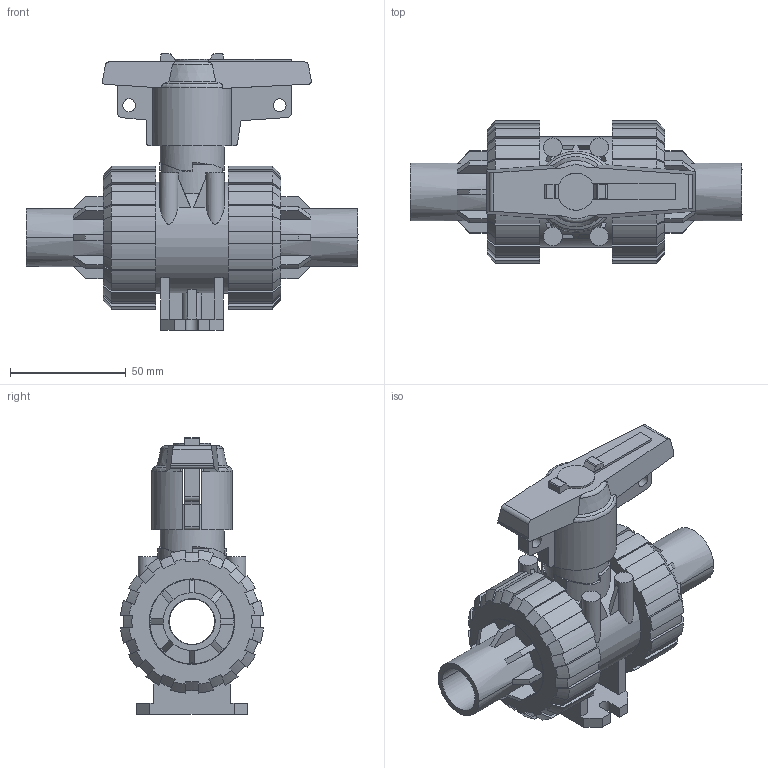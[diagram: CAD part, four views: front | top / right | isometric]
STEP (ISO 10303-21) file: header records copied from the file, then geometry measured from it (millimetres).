
FILE_DESCRIPTION((''),'2;1');
FILE_NAME('PV10053B025.stp','2022-02-14T16:23:04',('RL'),(''),'Autodesk Inventor 2012','Autodesk Inventor 2012','');
FILE_SCHEMA(('AUTOMOTIVE_DESIGN { 1 0 10303 214 1 1 1 1 }'));
Length unit declared in the file: millimetre
Products named in the file (1): PV10053B025
Bounding box: 143.5 x 61.76 x 119.43 mm (x, y, z)
Volume: 245143.4 mm3; surface area: 82071.6 mm2
Topology: 6 solids, 6 shells, 491 faces, 1416 edges, 946 vertices
Faces by surface type: plane 254, cylinder 121, cone 92, bspline 16, torus 8
Full cylindrical faces by diameter (mm): 5.5 x2, 8.1 x4, 20 x1, 28 x1, 37 x2, 48 x3
Entity records: 16735 total; most frequent: CARTESIAN_POINT 4117, ORIENTED_EDGE 2788, DIRECTION 2502, EDGE_CURVE 1394, VERTEX_POINT 938, AXIS2_PLACEMENT_3D 892, VECTOR 718, LINE 718
